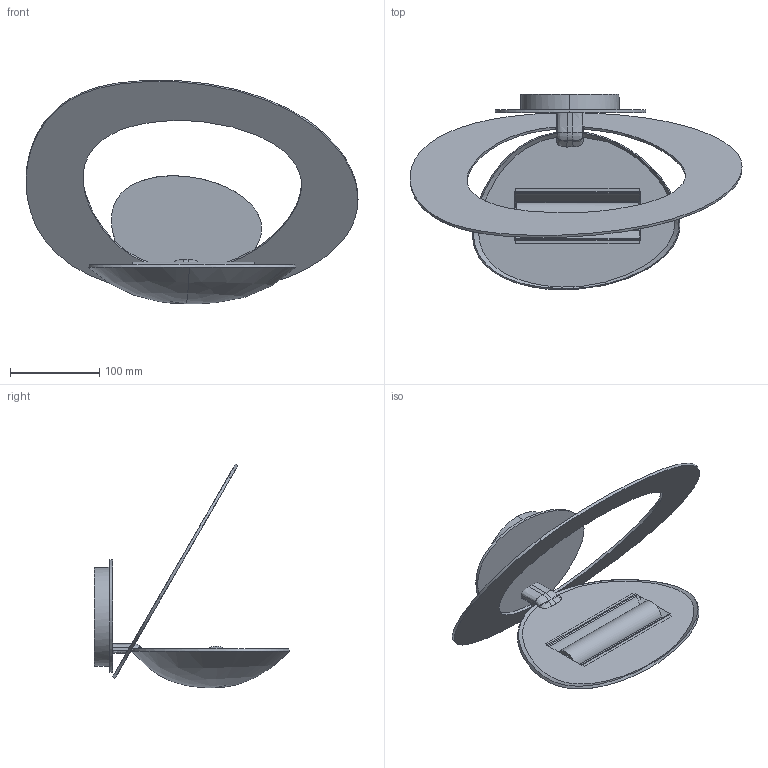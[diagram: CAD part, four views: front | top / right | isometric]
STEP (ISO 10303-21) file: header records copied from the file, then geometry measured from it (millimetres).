
FILE_DESCRIPTION(/* description */ (''),/* implementation_level */ '2;1');
FILE_NAME(/* name */ 'Pierce_parete_3D',/* time_stamp */ '2011-10-17T14:19:52+02:00',/* author */ (''),/* organization */ (''),/* preprocessor_version */ 'ST-DEVELOPER v10',/* originating_system */ '',/* authorisation */ '');
FILE_SCHEMA (('CONFIG_CONTROL_DESIGN'));
Length unit declared in the file: millimetre
Products named in the file (1): 1
Bounding box: 371 x 218.7 x 249.79 mm (x, y, z)
Volume: 49259.7 mm3; surface area: 262654.4 mm2
Topology: 1 solids, 7 shells, 68 faces, 283 edges, 216 vertices
Faces by surface type: bspline 68
Entity records: 9361 total; most frequent: CARTESIAN_POINT 7865, ORIENTED_EDGE 424, EDGE_CURVE 280, B_SPLINE_CURVE_WITH_KNOTS 218, VERTEX_POINT 216, EDGE_LOOP 71, ADVANCED_FACE 68, FACE_OUTER_BOUND 68
